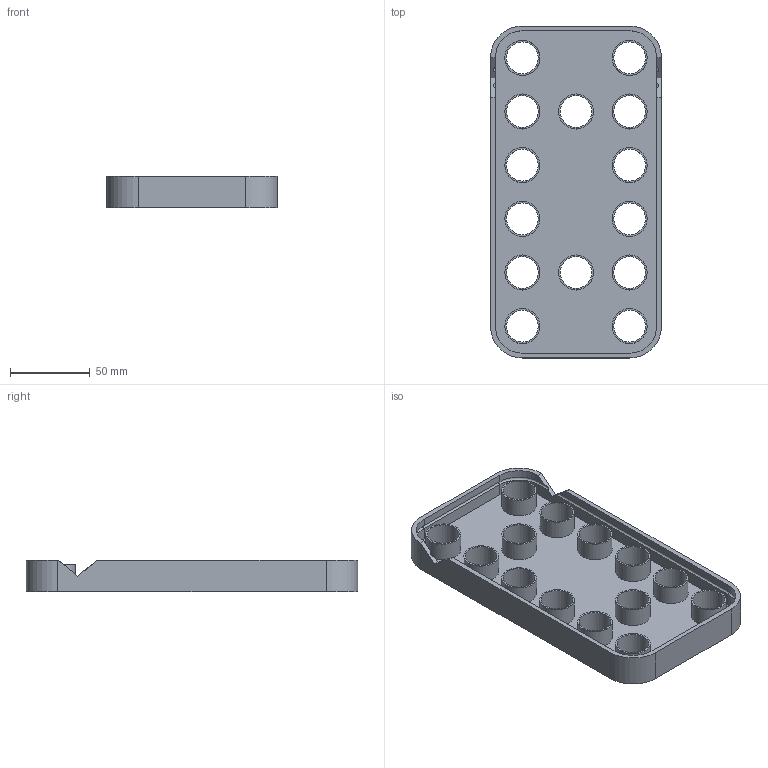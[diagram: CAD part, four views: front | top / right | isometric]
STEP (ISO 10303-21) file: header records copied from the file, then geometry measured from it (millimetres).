
FILE_DESCRIPTION(/* description */ (''),/* implementation_level */ '2;1');
FILE_NAME(/* name */ 'Main Body Middle.step',/* time_stamp */ '2025-08-21T19:54:03-07:00',/* author */ (''),/* organization */ (''),/* preprocessor_version */ 'ST-DEVELOPER v20.1',/* originating_system */ 'Autodesk Translation Framework v14.10.0.0',/* authorisation */ '');
FILE_SCHEMA (('AUTOMOTIVE_DESIGN { 1 0 10303 214 3 1 1 }'));
Length unit declared in the file: millimetre
Products named in the file (1): Main2
Bounding box: 107.5 x 208.75 x 20 mm (x, y, z)
Volume: 124153.6 mm3; surface area: 82896.1 mm2
Topology: 1 solids, 1 shells, 90 faces, 202 edges, 128 vertices
Faces by surface type: cylinder 46, plane 40, torus 4
Full cylindrical faces by diameter (mm): 20 x14, 22 x14
Entity records: 2618 total; most frequent: DIRECTION 480, CARTESIAN_POINT 421, ORIENTED_EDGE 404, EDGE_CURVE 202, AXIS2_PLACEMENT_3D 187, EDGE_LOOP 132, VERTEX_POINT 128, LINE 106
